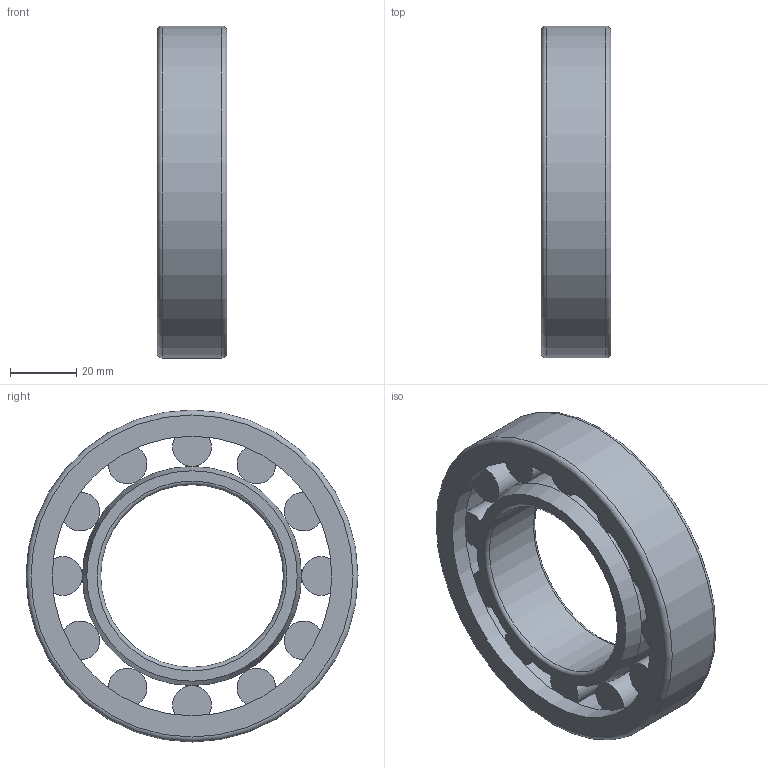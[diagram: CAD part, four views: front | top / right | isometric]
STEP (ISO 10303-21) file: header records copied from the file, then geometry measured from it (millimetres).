
FILE_DESCRIPTION(/* description */ ('STEP AP214'),/* implementation_level */ '2;1');
FILE_NAME(/* name */ 'NU211EA',/* time_stamp */ '2024-09-23T09:13:42+02:00',/* author */ ('License CC BY-ND 4.0'),/* organization */ ('CADENAS'),/* preprocessor_version */ 'ST-DEVELOPER v19.3',/* originating_system */ 'PARTsolutions',/* authorisation */ ' ');
FILE_SCHEMA (('AUTOMOTIVE_DESIGN {1 0 10303 214 3 1 1}'));
Length unit declared in the file: millimetre
Products named in the file (4): NU211EA; NU211EA Inner ring; NU211EA Outer ring; NU211EA Roller
Assembly tree (14 placements, depth 2):
  NU211EA
    NU211EA Inner ring
    NU211EA Outer ring
    NU211EA Roller  x12
Bounding box: 21 x 100 x 100 mm (x, y, z)
Volume: 73691.9 mm3; surface area: 34186.6 mm2
Topology: 14 solids, 14 shells, 54 faces, 66 edges, 42 vertices
Faces by surface type: plane 30, cylinder 18, torus 4, cone 2
Full cylindrical faces by diameter (mm): 11.666 x12, 55 x1, 66 x1, 84.25 x2, 89.333 x1, 100 x1
Entity records: 611 total; most frequent: DIRECTION 112, CARTESIAN_POINT 76, AXIS2_PLACEMENT_3D 56, ORIENTED_EDGE 40, EDGE_LOOP 40, FACE_BOUND 40, ADVANCED_FACE 21, EDGE_CURVE 20
